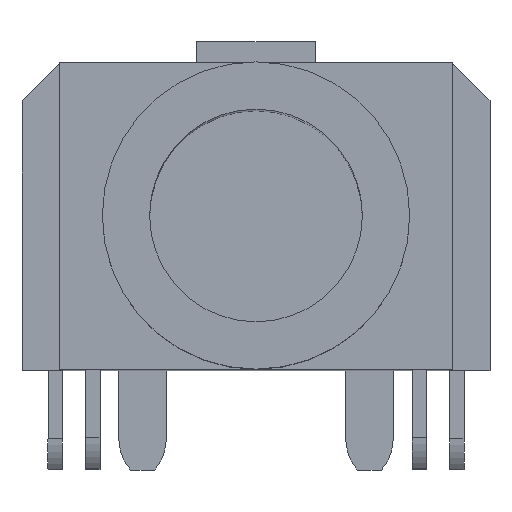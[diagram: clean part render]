
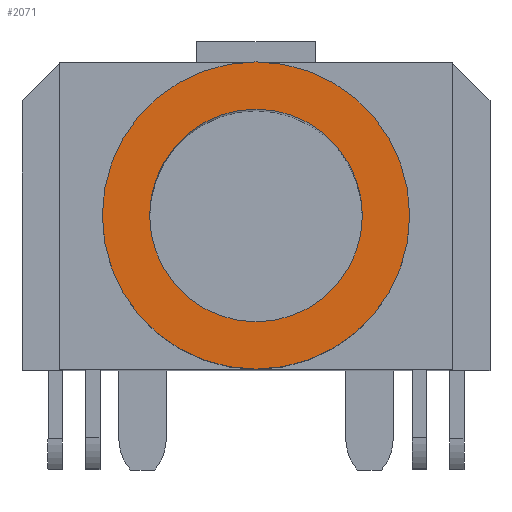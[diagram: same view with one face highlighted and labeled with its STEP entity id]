
A CAD part, top view. The second image highlights one B-rep face of the part: STEP entity #2071.
In plain terms, the highlighted planar face has unit normal (0, 0, 1).
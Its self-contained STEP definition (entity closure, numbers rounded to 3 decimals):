
#62=CIRCLE('',#2231,2.25);
#64=CIRCLE('',#2245,3.25);
#181=FACE_BOUND('',#411,.T.);
#299=FACE_OUTER_BOUND('',#410,.T.);
#410=EDGE_LOOP('',(#1806));
#411=EDGE_LOOP('',(#1807));
#1039=VERTEX_POINT('',#3313);
#1051=VERTEX_POINT('',#3359);
#1300=EDGE_CURVE('',#1039,#1039,#62,.T.);
#1322=EDGE_CURVE('',#1051,#1051,#64,.T.);
#1806=ORIENTED_EDGE('',*,*,#1322,.T.);
#1807=ORIENTED_EDGE('',*,*,#1300,.T.);
#1961=PLANE('',#2249);
#2071=ADVANCED_FACE('',(#299,#181),#1961,.T.);
#2231=AXIS2_PLACEMENT_3D('',#3314,#2736,#2737);
#2245=AXIS2_PLACEMENT_3D('',#3360,#2784,#2785);
#2249=AXIS2_PLACEMENT_3D('',#3367,#2793,#2794);
#2736=DIRECTION('center_axis',(0.,0.,-1.));
#2737=DIRECTION('ref_axis',(1.,0.,0.));
#2784=DIRECTION('center_axis',(0.,0.,1.));
#2785=DIRECTION('ref_axis',(1.,0.,0.));
#2793=DIRECTION('center_axis',(0.,0.,1.));
#2794=DIRECTION('ref_axis',(1.,0.,0.));
#3313=CARTESIAN_POINT('',(-2.25,3.25,3.5));
#3314=CARTESIAN_POINT('Origin',(0.,3.25,3.5));
#3359=CARTESIAN_POINT('',(-3.25,3.25,3.5));
#3360=CARTESIAN_POINT('Origin',(0.,3.25,3.5));
#3367=CARTESIAN_POINT('Origin',(0.,3.25,3.5));
